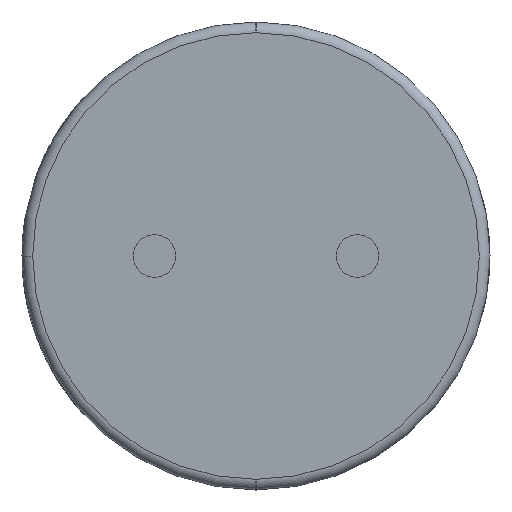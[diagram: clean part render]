
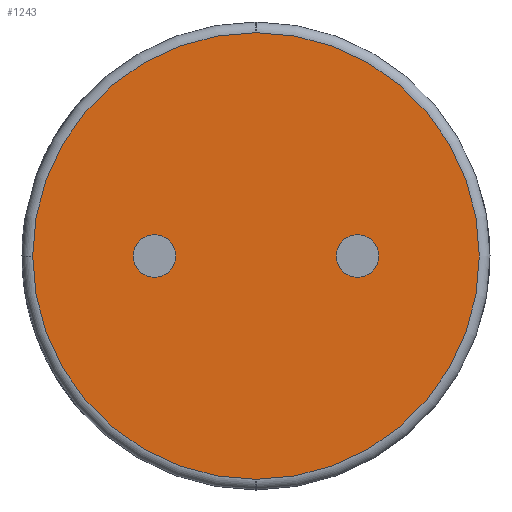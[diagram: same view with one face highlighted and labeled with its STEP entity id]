
A CAD part, front view. The second image highlights one B-rep face of the part: STEP entity #1243.
In plain terms, the highlighted planar face has unit normal (0, -1, 0).
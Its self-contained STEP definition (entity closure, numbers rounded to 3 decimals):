
#339 = PLANE ( 'NONE',  #4158 ) ;
#364 = AXIS2_PLACEMENT_3D ( 'NONE', #3103, #4540, #1994 ) ;
#385 = ORIENTED_EDGE ( 'NONE', *, *, #1343, .F. ) ;
#443 = DIRECTION ( 'NONE',  ( 0., 1., 0. ) ) ;
#463 = AXIS2_PLACEMENT_3D ( 'NONE', #3745, #4427, #4111 ) ;
#465 = VERTEX_POINT ( 'NONE', #2111 ) ;
#587 = EDGE_CURVE ( 'NONE', #2764, #4521, #3601, .T. ) ;
#606 = DIRECTION ( 'NONE',  ( -1., 0., 0. ) ) ;
#632 = AXIS2_PLACEMENT_3D ( 'NONE', #4197, #3815, #874 ) ;
#658 = AXIS2_PLACEMENT_3D ( 'NONE', #1423, #2166, #2517 ) ;
#664 = DIRECTION ( 'NONE',  ( 0., -1., 0. ) ) ;
#724 = CIRCLE ( 'NONE', #658, 1.05 ) ;
#817 = DIRECTION ( 'NONE',  ( 1., 0., 0. ) ) ;
#874 = DIRECTION ( 'NONE',  ( -1., 0., 0. ) ) ;
#899 = VERTEX_POINT ( 'NONE', #4682 ) ;
#1088 = CIRCLE ( 'NONE', #4372, 11. ) ;
#1243 = ADVANCED_FACE ( 'NONE', ( #1440, #1684, #3549 ), #339, .T. ) ;
#1343 = EDGE_CURVE ( 'NONE', #4521, #2764, #2139, .T. ) ;
#1397 = CIRCLE ( 'NONE', #2208, 1.05 ) ;
#1423 = CARTESIAN_POINT ( 'NONE',  ( 5., 0.5, 0. ) ) ;
#1440 = FACE_BOUND ( 'NONE', #2774, .T. ) ;
#1485 = VERTEX_POINT ( 'NONE', #2928 ) ;
#1684 = FACE_BOUND ( 'NONE', #4030, .T. ) ;
#1700 = CARTESIAN_POINT ( 'NONE',  ( 0., 0.5, 0. ) ) ;
#1817 = DIRECTION ( 'NONE',  ( 1., 0., 0. ) ) ;
#1881 = EDGE_CURVE ( 'NONE', #899, #1485, #2299, .T. ) ;
#1902 = CARTESIAN_POINT ( 'NONE',  ( 0., 0.5, 0. ) ) ;
#1930 = AXIS2_PLACEMENT_3D ( 'NONE', #2661, #443, #3033 ) ;
#1994 = DIRECTION ( 'NONE',  ( 1., 0., 0. ) ) ;
#2054 = ORIENTED_EDGE ( 'NONE', *, *, #4394, .F. ) ;
#2111 = CARTESIAN_POINT ( 'NONE',  ( 6.05, 0.5, 0. ) ) ;
#2139 = CIRCLE ( 'NONE', #364, 1.05 ) ;
#2166 = DIRECTION ( 'NONE',  ( 0., -1., 0. ) ) ;
#2208 = AXIS2_PLACEMENT_3D ( 'NONE', #4388, #664, #1817 ) ;
#2299 = CIRCLE ( 'NONE', #1930, 11. ) ;
#2381 = EDGE_LOOP ( 'NONE', ( #2054, #2421, #4479 ) ) ;
#2421 = ORIENTED_EDGE ( 'NONE', *, *, #1881, .F. ) ;
#2517 = DIRECTION ( 'NONE',  ( 1., 0., 0. ) ) ;
#2537 = VERTEX_POINT ( 'NONE', #4534 ) ;
#2565 = CARTESIAN_POINT ( 'NONE',  ( 0., 0.5, -11. ) ) ;
#2651 = ORIENTED_EDGE ( 'NONE', *, *, #2951, .F. ) ;
#2661 = CARTESIAN_POINT ( 'NONE',  ( 0., 0.5, 0. ) ) ;
#2764 = VERTEX_POINT ( 'NONE', #4666 ) ;
#2774 = EDGE_LOOP ( 'NONE', ( #3182, #385 ) ) ;
#2829 = DIRECTION ( 'NONE',  ( 0., 1., 0. ) ) ;
#2867 = CIRCLE ( 'NONE', #632, 11. ) ;
#2896 = EDGE_CURVE ( 'NONE', #465, #2537, #1397, .T. ) ;
#2928 = CARTESIAN_POINT ( 'NONE',  ( 0., 0.5, 11. ) ) ;
#2951 = EDGE_CURVE ( 'NONE', #2537, #465, #724, .T. ) ;
#3007 = DIRECTION ( 'NONE',  ( 0., -1., 0. ) ) ;
#3033 = DIRECTION ( 'NONE',  ( -1., 0., 0. ) ) ;
#3103 = CARTESIAN_POINT ( 'NONE',  ( -5., 0.5, 0. ) ) ;
#3182 = ORIENTED_EDGE ( 'NONE', *, *, #587, .F. ) ;
#3466 = EDGE_CURVE ( 'NONE', #3875, #899, #2867, .T. ) ;
#3549 = FACE_OUTER_BOUND ( 'NONE', #2381, .T. ) ;
#3601 = CIRCLE ( 'NONE', #463, 1.05 ) ;
#3745 = CARTESIAN_POINT ( 'NONE',  ( -5., 0.5, 0. ) ) ;
#3815 = DIRECTION ( 'NONE',  ( 0., 1., 0. ) ) ;
#3863 = ORIENTED_EDGE ( 'NONE', *, *, #2896, .F. ) ;
#3875 = VERTEX_POINT ( 'NONE', #2565 ) ;
#3988 = CARTESIAN_POINT ( 'NONE',  ( -3.95, 0.5, 0. ) ) ;
#4030 = EDGE_LOOP ( 'NONE', ( #2651, #3863 ) ) ;
#4111 = DIRECTION ( 'NONE',  ( 1., 0., 0. ) ) ;
#4158 = AXIS2_PLACEMENT_3D ( 'NONE', #1902, #3007, #817 ) ;
#4197 = CARTESIAN_POINT ( 'NONE',  ( 0., 0.5, 0. ) ) ;
#4372 = AXIS2_PLACEMENT_3D ( 'NONE', #1700, #2829, #606 ) ;
#4388 = CARTESIAN_POINT ( 'NONE',  ( 5., 0.5, 0. ) ) ;
#4394 = EDGE_CURVE ( 'NONE', #1485, #3875, #1088, .T. ) ;
#4427 = DIRECTION ( 'NONE',  ( 0., -1., 0. ) ) ;
#4479 = ORIENTED_EDGE ( 'NONE', *, *, #3466, .F. ) ;
#4521 = VERTEX_POINT ( 'NONE', #3988 ) ;
#4534 = CARTESIAN_POINT ( 'NONE',  ( 3.95, 0.5, 0. ) ) ;
#4540 = DIRECTION ( 'NONE',  ( 0., -1., 0. ) ) ;
#4666 = CARTESIAN_POINT ( 'NONE',  ( -6.05, 0.5, 0. ) ) ;
#4682 = CARTESIAN_POINT ( 'NONE',  ( -11., 0.5, 0. ) ) ;
